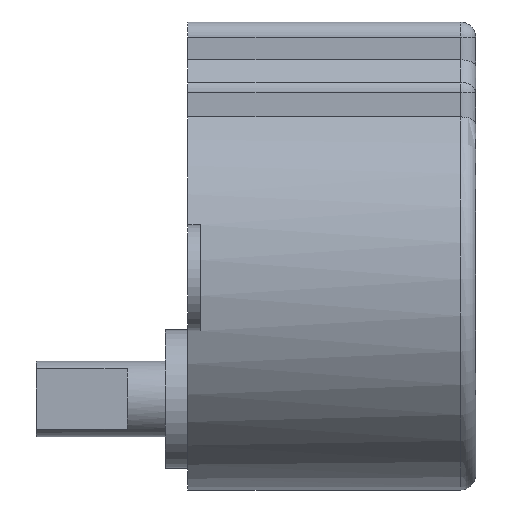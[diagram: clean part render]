
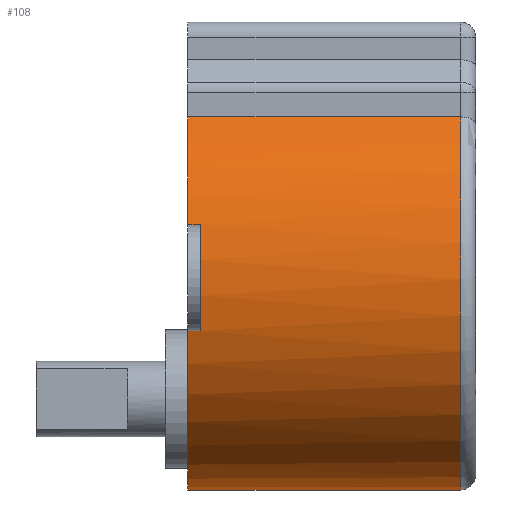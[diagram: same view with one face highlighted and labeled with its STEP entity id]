
A CAD part, left-side view. The second image highlights one B-rep face of the part: STEP entity #108.
In plain terms, the highlighted cylindrical face has radius 14 mm (diameter 28 mm), a partial arc.
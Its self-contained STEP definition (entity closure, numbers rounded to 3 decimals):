
#2 = VERTEX_POINT ( 'NONE', #1228 ) ;
#10 = EDGE_CURVE ( 'NONE', #417, #583, #469, .T. ) ;
#33 = AXIS2_PLACEMENT_3D ( 'NONE', #1640, #1140, #755 ) ;
#42 = EDGE_CURVE ( 'NONE', #417, #412, #833, .T. ) ;
#43 = ORIENTED_EDGE ( 'NONE', *, *, #893, .F. ) ;
#69 = ORIENTED_EDGE ( 'NONE', *, *, #1296, .T. ) ;
#83 = DIRECTION ( 'NONE',  ( 0., 0., 1. ) ) ;
#108 = ADVANCED_FACE ( 'NONE', ( #1429 ), #868, .T. ) ;
#152 = LINE ( 'NONE', #1173, #1461 ) ;
#158 = CIRCLE ( 'NONE', #803, 14. ) ;
#165 = DIRECTION ( 'NONE',  ( 0., 0., -1. ) ) ;
#202 = CARTESIAN_POINT ( 'NONE',  ( 13.555, -0.82, 11.5 ) ) ;
#222 = EDGE_CURVE ( 'NONE', #412, #769, #158, .T. ) ;
#246 = CARTESIAN_POINT ( 'NONE',  ( 0., 0., 8. ) ) ;
#278 = LINE ( 'NONE', #294, #734 ) ;
#294 = CARTESIAN_POINT ( 'NONE',  ( -9.118, -19., 18.624 ) ) ;
#310 = ORIENTED_EDGE ( 'NONE', *, *, #436, .T. ) ;
#331 = CARTESIAN_POINT ( 'NONE',  ( 0., -0.82, 8. ) ) ;
#348 = ORIENTED_EDGE ( 'NONE', *, *, #42, .F. ) ;
#351 = VERTEX_POINT ( 'NONE', #1134 ) ;
#355 = VECTOR ( 'NONE', #391, 1000. ) ;
#382 = ORIENTED_EDGE ( 'NONE', *, *, #222, .F. ) ;
#388 = CARTESIAN_POINT ( 'NONE',  ( 13.555, -0.82, 11.5 ) ) ;
#391 = DIRECTION ( 'NONE',  ( 0., 1., 0. ) ) ;
#402 = DIRECTION ( 'NONE',  ( 0., 1., 0. ) ) ;
#412 = VERTEX_POINT ( 'NONE', #1392 ) ;
#417 = VERTEX_POINT ( 'NONE', #867 ) ;
#436 = EDGE_CURVE ( 'NONE', #351, #1084, #278, .T. ) ;
#469 = CIRCLE ( 'NONE', #521, 14. ) ;
#473 = LINE ( 'NONE', #388, #1379 ) ;
#494 = AXIS2_PLACEMENT_3D ( 'NONE', #1302, #1049, #1055 ) ;
#508 = DIRECTION ( 'NONE',  ( 0., 1., 0. ) ) ;
#515 = CIRCLE ( 'NONE', #1532, 14. ) ;
#521 = AXIS2_PLACEMENT_3D ( 'NONE', #331, #1223, #165 ) ;
#526 = ORIENTED_EDGE ( 'NONE', *, *, #10, .T. ) ;
#558 = VERTEX_POINT ( 'NONE', #832 ) ;
#571 = EDGE_LOOP ( 'NONE', ( #1350, #1630, #1156, #382, #348, #526, #69, #43, #886, #770, #310, #926 ) ) ;
#578 = AXIS2_PLACEMENT_3D ( 'NONE', #1505, #731, #1125 ) ;
#580 = CARTESIAN_POINT ( 'NONE',  ( -13.555, -0.82, 11.5 ) ) ;
#583 = VERTEX_POINT ( 'NONE', #202 ) ;
#614 = VERTEX_POINT ( 'NONE', #1600 ) ;
#718 = EDGE_CURVE ( 'NONE', #1622, #769, #1541, .T. ) ;
#731 = DIRECTION ( 'NONE',  ( 0., 1., 0. ) ) ;
#734 = VECTOR ( 'NONE', #1073, 1000. ) ;
#750 = CIRCLE ( 'NONE', #33, 14. ) ;
#755 = DIRECTION ( 'NONE',  ( 0., 0., 1. ) ) ;
#769 = VERTEX_POINT ( 'NONE', #1434 ) ;
#770 = ORIENTED_EDGE ( 'NONE', *, *, #896, .T. ) ;
#803 = AXIS2_PLACEMENT_3D ( 'NONE', #246, #508, #1528 ) ;
#832 = CARTESIAN_POINT ( 'NONE',  ( -13.555, 0., 11.5 ) ) ;
#833 = LINE ( 'NONE', #1485, #1282 ) ;
#867 = CARTESIAN_POINT ( 'NONE',  ( 13.555, -0.82, 4.5 ) ) ;
#868 = CYLINDRICAL_SURFACE ( 'NONE', #578, 14. ) ;
#871 = AXIS2_PLACEMENT_3D ( 'NONE', #1116, #1495, #83 ) ;
#886 = ORIENTED_EDGE ( 'NONE', *, *, #1311, .F. ) ;
#893 = EDGE_CURVE ( 'NONE', #614, #1170, #515, .T. ) ;
#896 = EDGE_CURVE ( 'NONE', #2, #351, #1091, .T. ) ;
#902 = DIRECTION ( 'NONE',  ( 0., 1., 0. ) ) ;
#906 = EDGE_CURVE ( 'NONE', #1367, #558, #1042, .T. ) ;
#926 = ORIENTED_EDGE ( 'NONE', *, *, #1114, .F. ) ;
#978 = DIRECTION ( 'NONE',  ( 0., 1., 0. ) ) ;
#998 = VECTOR ( 'NONE', #978, 1000. ) ;
#1000 = CARTESIAN_POINT ( 'NONE',  ( -9.118, 0., 18.624 ) ) ;
#1024 = CARTESIAN_POINT ( 'NONE',  ( 13.555, 0., 11.5 ) ) ;
#1042 = LINE ( 'NONE', #580, #998 ) ;
#1043 = CARTESIAN_POINT ( 'NONE',  ( -13.555, -0.82, 4.5 ) ) ;
#1049 = DIRECTION ( 'NONE',  ( 0., -1., 0. ) ) ;
#1055 = DIRECTION ( 'NONE',  ( 0., 0., 1. ) ) ;
#1073 = DIRECTION ( 'NONE',  ( 0., 1., 0. ) ) ;
#1084 = VERTEX_POINT ( 'NONE', #1000 ) ;
#1091 = CIRCLE ( 'NONE', #871, 14. ) ;
#1114 = EDGE_CURVE ( 'NONE', #558, #1084, #750, .T. ) ;
#1116 = CARTESIAN_POINT ( 'NONE',  ( 0., -18., 8. ) ) ;
#1122 = DIRECTION ( 'NONE',  ( 0., 0., 1. ) ) ;
#1125 = DIRECTION ( 'NONE',  ( 0., 0., 1. ) ) ;
#1134 = CARTESIAN_POINT ( 'NONE',  ( -9.118, -18., 18.624 ) ) ;
#1140 = DIRECTION ( 'NONE',  ( 0., 1., 0. ) ) ;
#1156 = ORIENTED_EDGE ( 'NONE', *, *, #718, .T. ) ;
#1170 = VERTEX_POINT ( 'NONE', #1024 ) ;
#1173 = CARTESIAN_POINT ( 'NONE',  ( 9.118, -19., 18.624 ) ) ;
#1223 = DIRECTION ( 'NONE',  ( 0., -1., 0. ) ) ;
#1228 = CARTESIAN_POINT ( 'NONE',  ( 9.118, -18., 18.624 ) ) ;
#1237 = DIRECTION ( 'NONE',  ( 0., 1., 0. ) ) ;
#1282 = VECTOR ( 'NONE', #1575, 1000. ) ;
#1296 = EDGE_CURVE ( 'NONE', #583, #1170, #473, .T. ) ;
#1302 = CARTESIAN_POINT ( 'NONE',  ( 0., -0.82, 8. ) ) ;
#1311 = EDGE_CURVE ( 'NONE', #2, #614, #152, .T. ) ;
#1350 = ORIENTED_EDGE ( 'NONE', *, *, #906, .F. ) ;
#1359 = CARTESIAN_POINT ( 'NONE',  ( 0., 0., 8. ) ) ;
#1367 = VERTEX_POINT ( 'NONE', #1572 ) ;
#1379 = VECTOR ( 'NONE', #902, 1000. ) ;
#1381 = CIRCLE ( 'NONE', #494, 14. ) ;
#1392 = CARTESIAN_POINT ( 'NONE',  ( 13.555, 0., 4.5 ) ) ;
#1399 = CARTESIAN_POINT ( 'NONE',  ( -13.555, -0.82, 4.5 ) ) ;
#1429 = FACE_OUTER_BOUND ( 'NONE', #571, .T. ) ;
#1434 = CARTESIAN_POINT ( 'NONE',  ( -13.555, 0., 4.5 ) ) ;
#1461 = VECTOR ( 'NONE', #402, 1000. ) ;
#1485 = CARTESIAN_POINT ( 'NONE',  ( 13.555, -0.82, 4.5 ) ) ;
#1495 = DIRECTION ( 'NONE',  ( 0., 1., 0. ) ) ;
#1505 = CARTESIAN_POINT ( 'NONE',  ( 0., -19., 8. ) ) ;
#1528 = DIRECTION ( 'NONE',  ( 0., 0., 1. ) ) ;
#1532 = AXIS2_PLACEMENT_3D ( 'NONE', #1359, #1237, #1122 ) ;
#1541 = LINE ( 'NONE', #1399, #355 ) ;
#1572 = CARTESIAN_POINT ( 'NONE',  ( -13.555, -0.82, 11.5 ) ) ;
#1575 = DIRECTION ( 'NONE',  ( 0., 1., 0. ) ) ;
#1600 = CARTESIAN_POINT ( 'NONE',  ( 9.118, 0., 18.624 ) ) ;
#1609 = EDGE_CURVE ( 'NONE', #1367, #1622, #1381, .T. ) ;
#1622 = VERTEX_POINT ( 'NONE', #1043 ) ;
#1630 = ORIENTED_EDGE ( 'NONE', *, *, #1609, .T. ) ;
#1640 = CARTESIAN_POINT ( 'NONE',  ( 0., 0., 8. ) ) ;
